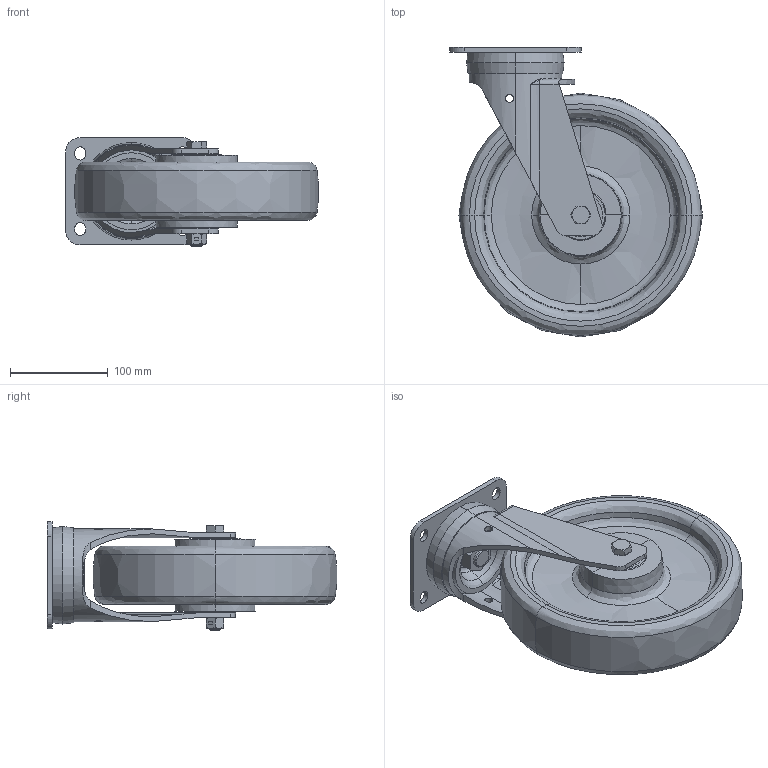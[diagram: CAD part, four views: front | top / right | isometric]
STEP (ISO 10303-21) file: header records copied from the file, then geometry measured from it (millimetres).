
FILE_DESCRIPTION (( 'STEP AP214' ), '1' );
FILE_NAME ('0023317WI_L-IM-TPKH-250-K-3.STEP', '2016-11-14T12:36:22', ( '' ), ( '' ), 'SwSTEP 2.0', 'SolidWorks 2016', '' );
FILE_SCHEMA (( 'AUTOMOTIVE_DESIGN' ));
Length unit declared in the file: millimetre
Products named in the file (1): 0023317WI_L-IM-TPKH-250-K-3
Bounding box: 259.32 x 296.81 x 111.5 mm (x, y, z)
Volume: 2223655 mm3; surface area: 459158.5 mm2
Topology: 17 solids, 17 shells, 537 faces, 1301 edges, 800 vertices
Faces by surface type: plane 180, cylinder 158, bspline 95, cone 52, torus 52
Entity records: 25699 total; most frequent: CARTESIAN_POINT 7379, ORIENTED_EDGE 2594, DIRECTION 2582, EDGE_CURVE 1297, AXIS2_PLACEMENT_3D 1065, VERTEX_POINT 800, CIRCLE 622, EDGE_LOOP 613
